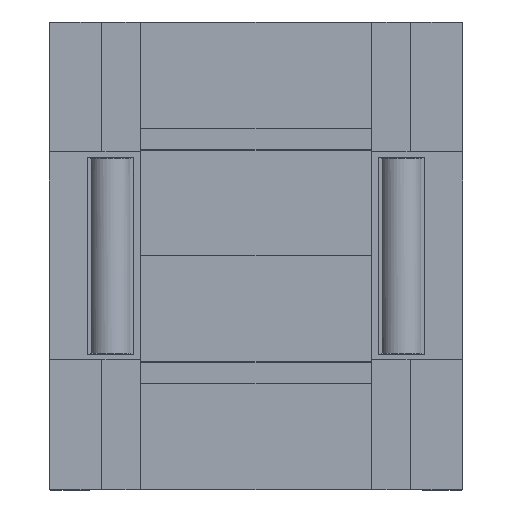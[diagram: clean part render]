
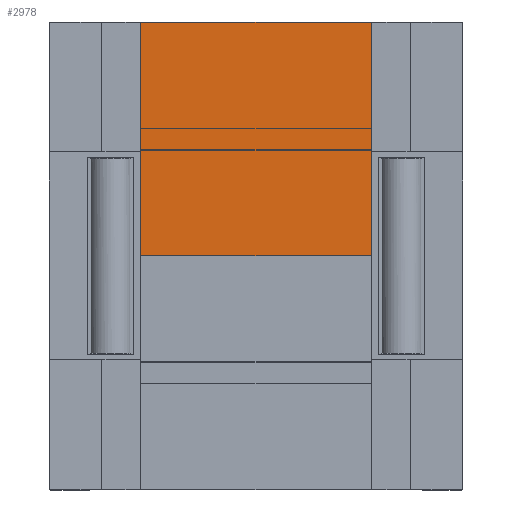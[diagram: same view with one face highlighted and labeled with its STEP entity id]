
A CAD part, top view. The second image highlights one B-rep face of the part: STEP entity #2978.
In plain terms, the highlighted planar face has unit normal (0, 0, 1).
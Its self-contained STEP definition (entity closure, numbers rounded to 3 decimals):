
#338=DIRECTION('',(0.,1.,0.));
#339=VECTOR('',#338,90.);
#340=CARTESIAN_POINT('',(-64.,0.,37.081));
#341=LINE('',#340,#339);
#938=DIRECTION('',(1.,0.,0.));
#939=VECTOR('',#938,128.);
#940=CARTESIAN_POINT('',(-64.,90.,37.081));
#941=LINE('',#940,#939);
#942=DIRECTION('',(0.,1.,0.));
#943=VECTOR('',#942,90.);
#944=CARTESIAN_POINT('',(64.,0.,37.081));
#945=LINE('',#944,#943);
#946=DIRECTION('',(1.,0.,0.));
#947=VECTOR('',#946,128.);
#948=CARTESIAN_POINT('',(-64.,0.,37.081));
#949=LINE('',#948,#947);
#2058=CARTESIAN_POINT('',(64.,0.,37.081));
#2059=CARTESIAN_POINT('',(64.,90.,37.081));
#2060=VERTEX_POINT('',#2058);
#2061=VERTEX_POINT('',#2059);
#2062=CARTESIAN_POINT('',(-64.,90.,37.081));
#2063=VERTEX_POINT('',#2062);
#2064=CARTESIAN_POINT('',(-64.,0.,37.081));
#2065=VERTEX_POINT('',#2064);
#2966=CARTESIAN_POINT('',(64.,2.5,37.081));
#2967=DIRECTION('',(0.,0.,1.));
#2968=DIRECTION('',(0.,1.,0.));
#2969=AXIS2_PLACEMENT_3D('',#2966,#2967,#2968);
#2970=PLANE('',#2969);
#2971=ORIENTED_EDGE('',*,*,#2250,.F.);
#2973=ORIENTED_EDGE('',*,*,#2972,.F.);
#2974=ORIENTED_EDGE('',*,*,#2547,.T.);
#2975=ORIENTED_EDGE('',*,*,#2959,.T.);
#2976=EDGE_LOOP('',(#2971,#2973,#2974,#2975));
#2977=FACE_OUTER_BOUND('',#2976,.F.);
#2978=ADVANCED_FACE('',(#2977),#2970,.T.);
#2250=EDGE_CURVE('',#2060,#2061,#945,.T.);
#2547=EDGE_CURVE('',#2065,#2063,#341,.T.);
#2959=EDGE_CURVE('',#2063,#2061,#941,.T.);
#2972=EDGE_CURVE('',#2065,#2060,#949,.T.);
